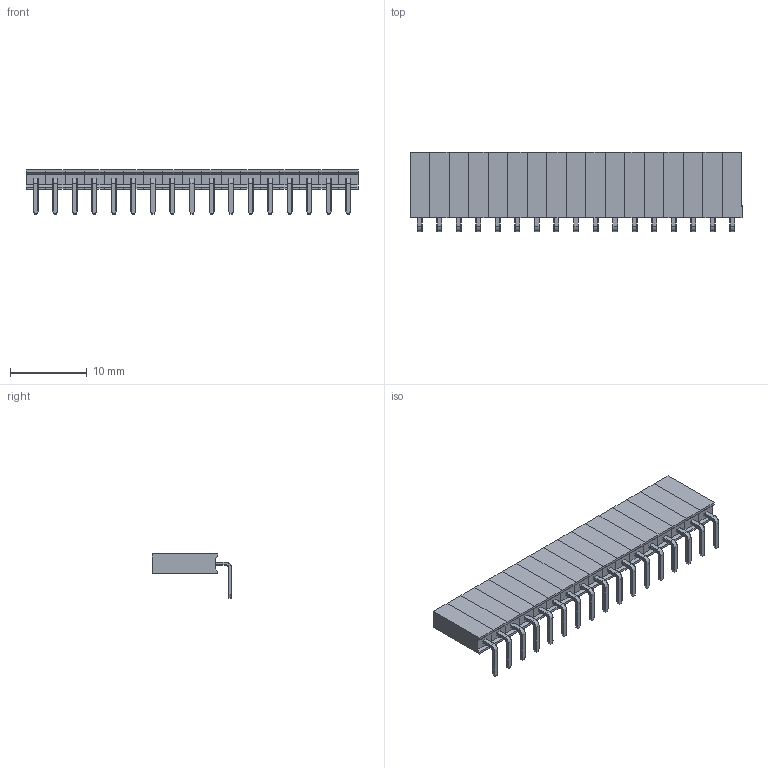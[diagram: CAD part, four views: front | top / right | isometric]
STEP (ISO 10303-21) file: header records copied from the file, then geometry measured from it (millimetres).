
FILE_DESCRIPTION(/* description */ (''),/* implementation_level */ '2;1');
FILE_NAME(/* name */ 'Female Pin Header 01x17 Right Angle.stp',/* time_stamp */ '2019-11-27T15:43:44+01:00',/* author */ ('Bernd das Brot'),/* organization */ (''),/* preprocessor_version */ 'ST-DEVELOPER v18',/* originating_system */ 'Autodesk Inventor 2020',/* authorisation */ '');
FILE_SCHEMA (('AUTOMOTIVE_DESIGN { 1 0 10303 214 3 1 1 }'));
Length unit declared in the file: millimetre
Products named in the file (2): Female Pin Header 01x17 Right Angle; Female Pin Header 1x Right Angle
Assembly tree (17 placements, depth 2):
  Female Pin Header 01x17 Right Angle
    Female Pin Header 1x Right Angle  x17
Bounding box: 43.18 x 10.3 x 5.74 mm (x, y, z)
Volume: 496.8 mm3; surface area: 3260.2 mm2
Topology: 17 solids, 17 shells, 2754 faces, 6358 edges, 3604 vertices
Faces by surface type: cylinder 1241, plane 799, sphere 340, torus 306, bspline 68
Entity records: 4973 total; most frequent: DIRECTION 888, CARTESIAN_POINT 883, ORIENTED_EDGE 740, EDGE_CURVE 370, AXIS2_PLACEMENT_3D 345, VERTEX_POINT 212, LINE 198, VECTOR 198
